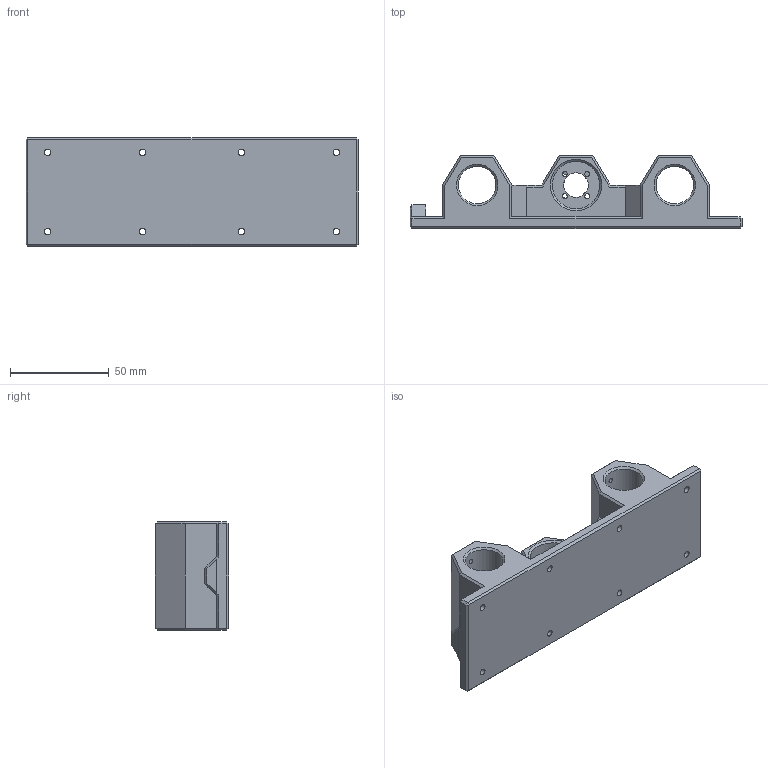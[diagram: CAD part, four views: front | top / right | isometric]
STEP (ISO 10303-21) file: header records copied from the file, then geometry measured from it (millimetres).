
FILE_DESCRIPTION(('FreeCAD Model'),'2;1');
FILE_NAME('Open CASCADE Shape Model','2021-08-31T17:04:38',('Author'),( ''),'Open CASCADE STEP processor 7.5','FreeCAD','Unknown');
FILE_SCHEMA(('AUTOMOTIVE_DESIGN { 1 0 10303 214 1 1 1 1 }'));
Length unit declared in the file: millimetre
Products named in the file (1): Y-Sled
Bounding box: 168 x 37 x 55 mm (x, y, z)
Surface area: 41412.2 mm2 (no closed solid volume)
Topology: 0 solids, 1 shells, 151 faces, 376 edges, 222 vertices
Faces by surface type: plane 103, cylinder 33, cone 15
Full cylindrical faces by diameter (mm): 2.5 x8, 3.3 x8, 4.5 x6, 12.4 x1, 19 x4, 22 x3, 24 x1
Entity records: 11840 total; most frequent: CARTESIAN_POINT 4228, DIRECTION 1426, LINE 962, VECTOR 962, ORIENTED_EDGE 740, PCURVE 740, DEFINITIONAL_REPRESENTATION 740, EDGE_CURVE 370
